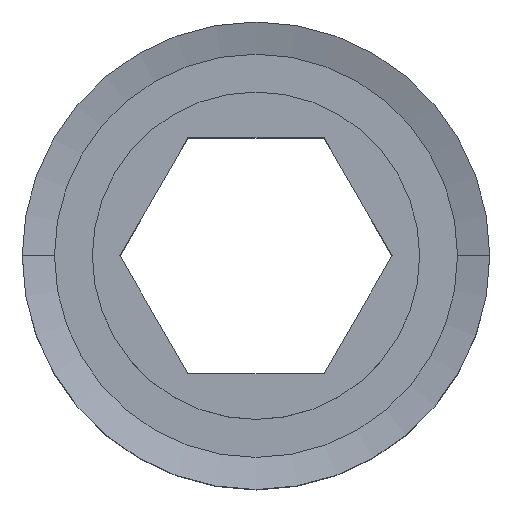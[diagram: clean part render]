
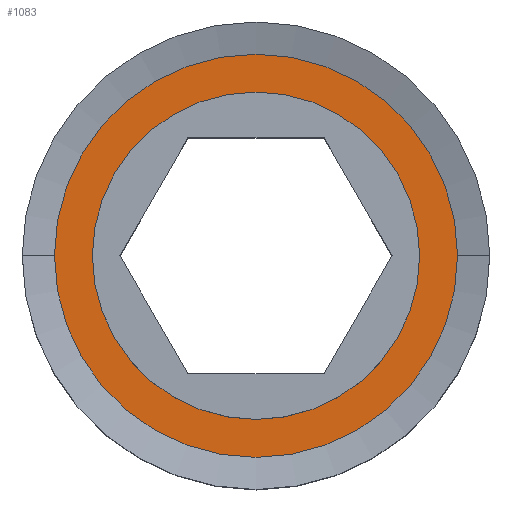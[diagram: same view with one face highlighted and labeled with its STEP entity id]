
A CAD part, top view. The second image highlights one B-rep face of the part: STEP entity #1083.
In plain terms, the highlighted planar face has unit normal (0, 0, 1).
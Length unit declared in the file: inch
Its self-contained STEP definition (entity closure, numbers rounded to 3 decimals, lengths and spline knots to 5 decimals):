
#498 = AXIS2_PLACEMENT_3D ( 'NONE', #3745, #2076, #3551 ) ;
#728 = CARTESIAN_POINT ( 'NONE',  ( -0.35, 0., 0.24937 ) ) ;
#849 = VERTEX_POINT ( 'NONE', #6002 ) ;
#876 = DIRECTION ( 'NONE',  ( -1., 0., 0. ) ) ;
#907 = EDGE_CURVE ( 'NONE', #1158, #849, #4269, .T. ) ;
#1068 = EDGE_CURVE ( 'NONE', #2205, #1897, #1422, .T. ) ;
#1083 = ADVANCED_FACE ( 'NONE', ( #6396, #5341 ), #2817, .T. ) ;
#1158 = VERTEX_POINT ( 'NONE', #5011 ) ;
#1422 = CIRCLE ( 'NONE', #3205, 0.35 ) ;
#1505 = ORIENTED_EDGE ( 'NONE', *, *, #3559, .T. ) ;
#1521 = DIRECTION ( 'NONE',  ( -1., 0., 0. ) ) ;
#1654 = ORIENTED_EDGE ( 'NONE', *, *, #907, .F. ) ;
#1802 = CARTESIAN_POINT ( 'NONE',  ( 0., 0., 0.24937 ) ) ;
#1835 = CIRCLE ( 'NONE', #3194, 0.4311 ) ;
#1897 = VERTEX_POINT ( 'NONE', #2729 ) ;
#1976 = DIRECTION ( 'NONE',  ( 0., 0., -1. ) ) ;
#2076 = DIRECTION ( 'NONE',  ( 0., 0., -1. ) ) ;
#2205 = VERTEX_POINT ( 'NONE', #728 ) ;
#2263 = DIRECTION ( 'NONE',  ( 0., 0., 1. ) ) ;
#2371 = ORIENTED_EDGE ( 'NONE', *, *, #6291, .F. ) ;
#2678 = AXIS2_PLACEMENT_3D ( 'NONE', #4746, #2263, #4265 ) ;
#2698 = EDGE_LOOP ( 'NONE', ( #5171, #1505 ) ) ;
#2729 = CARTESIAN_POINT ( 'NONE',  ( 0.35, 0., 0.24937 ) ) ;
#2745 = CARTESIAN_POINT ( 'NONE',  ( 0., 0., 0.24937 ) ) ;
#2817 = PLANE ( 'NONE',  #2678 ) ;
#3087 = CIRCLE ( 'NONE', #3831, 0.35 ) ;
#3194 = AXIS2_PLACEMENT_3D ( 'NONE', #5876, #1976, #1521 ) ;
#3205 = AXIS2_PLACEMENT_3D ( 'NONE', #2745, #3274, #876 ) ;
#3274 = DIRECTION ( 'NONE',  ( 0., 0., -1. ) ) ;
#3551 = DIRECTION ( 'NONE',  ( -1., 0., 0. ) ) ;
#3559 = EDGE_CURVE ( 'NONE', #1897, #2205, #3087, .T. ) ;
#3745 = CARTESIAN_POINT ( 'NONE',  ( 0., 0., 0.24937 ) ) ;
#3831 = AXIS2_PLACEMENT_3D ( 'NONE', #1802, #5346, #3879 ) ;
#3879 = DIRECTION ( 'NONE',  ( -1., 0., 0. ) ) ;
#4144 = EDGE_LOOP ( 'NONE', ( #1654, #2371 ) ) ;
#4265 = DIRECTION ( 'NONE',  ( 1., 0., 0. ) ) ;
#4269 = CIRCLE ( 'NONE', #498, 0.4311 ) ;
#4746 = CARTESIAN_POINT ( 'NONE',  ( 0., 0.4311, 0.24937 ) ) ;
#5011 = CARTESIAN_POINT ( 'NONE',  ( 0.4311, 0., 0.24937 ) ) ;
#5171 = ORIENTED_EDGE ( 'NONE', *, *, #1068, .T. ) ;
#5341 = FACE_OUTER_BOUND ( 'NONE', #4144, .T. ) ;
#5346 = DIRECTION ( 'NONE',  ( 0., 0., -1. ) ) ;
#5876 = CARTESIAN_POINT ( 'NONE',  ( 0., 0., 0.24937 ) ) ;
#6002 = CARTESIAN_POINT ( 'NONE',  ( -0.4311, 0., 0.24937 ) ) ;
#6291 = EDGE_CURVE ( 'NONE', #849, #1158, #1835, .T. ) ;
#6396 = FACE_BOUND ( 'NONE', #2698, .T. ) ;
